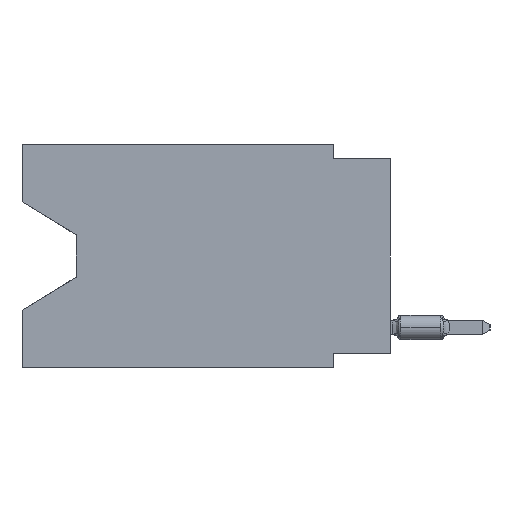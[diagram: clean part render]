
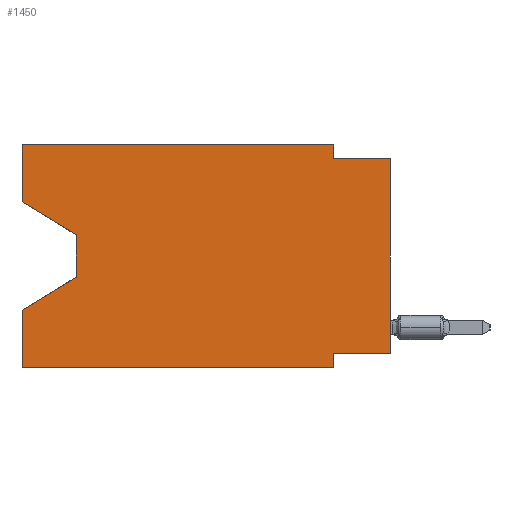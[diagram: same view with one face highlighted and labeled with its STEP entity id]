
A CAD part, left-side view. The second image highlights one B-rep face of the part: STEP entity #1450.
In plain terms, the highlighted planar face has unit normal (-1, 0, 0).
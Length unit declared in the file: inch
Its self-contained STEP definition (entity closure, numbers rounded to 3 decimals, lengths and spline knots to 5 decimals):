
#1208 = LINE ( 'NONE', #1644, #9144 ) ;
#1304 = ORIENTED_EDGE ( 'NONE', *, *, #1384, .F. ) ;
#1384 = EDGE_CURVE ( 'NONE', #12322, #16429, #17681, .T. ) ;
#1386 = CARTESIAN_POINT ( 'NONE',  ( 0., 0., -0.365 ) ) ;
#1450 = ADVANCED_FACE ( 'NONE', ( #19704 ), #4056, .F. ) ;
#1644 = CARTESIAN_POINT ( 'NONE',  ( 0., 0.645, -0.10025 ) ) ;
#1695 = CARTESIAN_POINT ( 'NONE',  ( 0., 0.1, 0. ) ) ;
#1781 = LINE ( 'NONE', #10632, #21627 ) ;
#2016 = DIRECTION ( 'NONE',  ( 0., 0., 1. ) ) ;
#2053 = ORIENTED_EDGE ( 'NONE', *, *, #16684, .F. ) ;
#2107 = CARTESIAN_POINT ( 'NONE',  ( 0., 0.55, -0.232 ) ) ;
#2762 = VECTOR ( 'NONE', #11654, 39.37008 ) ;
#2770 = LINE ( 'NONE', #14561, #8160 ) ;
#3052 = LINE ( 'NONE', #12003, #11212 ) ;
#3557 = VERTEX_POINT ( 'NONE', #12856 ) ;
#3693 = CARTESIAN_POINT ( 'NONE',  ( 0., 0.1, -0.025 ) ) ;
#3742 = AXIS2_PLACEMENT_3D ( 'NONE', #16079, #14383, #21295 ) ;
#3875 = CARTESIAN_POINT ( 'NONE',  ( 0., 0.55, -0.158 ) ) ;
#3977 = ORIENTED_EDGE ( 'NONE', *, *, #7341, .T. ) ;
#4033 = EDGE_CURVE ( 'NONE', #19211, #11739, #3052, .T. ) ;
#4056 = PLANE ( 'NONE',  #3742 ) ;
#4261 = DIRECTION ( 'NONE',  ( 0., 0., 1. ) ) ;
#4360 = VERTEX_POINT ( 'NONE', #9828 ) ;
#4418 = VERTEX_POINT ( 'NONE', #6411 ) ;
#4571 = ORIENTED_EDGE ( 'NONE', *, *, #19268, .F. ) ;
#4731 = LINE ( 'NONE', #5174, #2762 ) ;
#4977 = CARTESIAN_POINT ( 'NONE',  ( 0., 0.1, -0.39 ) ) ;
#5008 = CARTESIAN_POINT ( 'NONE',  ( 0., 0.645, -0.28975 ) ) ;
#5174 = CARTESIAN_POINT ( 'NONE',  ( 0., 0.645, -0.39 ) ) ;
#5891 = VECTOR ( 'NONE', #10662, 39.37008 ) ;
#6302 = EDGE_CURVE ( 'NONE', #19211, #19257, #8183, .T. ) ;
#6411 = CARTESIAN_POINT ( 'NONE',  ( 0., 0.645, 0. ) ) ;
#6713 = EDGE_CURVE ( 'NONE', #3557, #4418, #7655, .T. ) ;
#6941 = LINE ( 'NONE', #3875, #11342 ) ;
#7341 = EDGE_CURVE ( 'NONE', #4360, #21527, #6941, .T. ) ;
#7655 = LINE ( 'NONE', #11185, #12024 ) ;
#8040 = VERTEX_POINT ( 'NONE', #4977 ) ;
#8160 = VECTOR ( 'NONE', #19893, 39.37008 ) ;
#8183 = LINE ( 'NONE', #1386, #12389 ) ;
#8697 = DIRECTION ( 'NONE',  ( 0., 0., -1. ) ) ;
#9144 = VECTOR ( 'NONE', #22064, 39.37008 ) ;
#9328 = ORIENTED_EDGE ( 'NONE', *, *, #12989, .T. ) ;
#9828 = CARTESIAN_POINT ( 'NONE',  ( 0., 0.55, -0.158 ) ) ;
#10121 = CARTESIAN_POINT ( 'NONE',  ( 0., 0.645, -0.39 ) ) ;
#10335 = VECTOR ( 'NONE', #10838, 39.37008 ) ;
#10545 = DIRECTION ( 'NONE',  ( 0., 0., -1. ) ) ;
#10546 = CARTESIAN_POINT ( 'NONE',  ( 0., 0.1, 0. ) ) ;
#10632 = CARTESIAN_POINT ( 'NONE',  ( 0., 0.1, -0.39 ) ) ;
#10662 = DIRECTION ( 'NONE',  ( 0., -1., 0. ) ) ;
#10838 = DIRECTION ( 'NONE',  ( 0., 0.855, -0.519 ) ) ;
#11185 = CARTESIAN_POINT ( 'NONE',  ( 0., 0.645, 0. ) ) ;
#11212 = VECTOR ( 'NONE', #2016, 39.37008 ) ;
#11342 = VECTOR ( 'NONE', #21000, 39.37008 ) ;
#11654 = DIRECTION ( 'NONE',  ( 0., -1., 0. ) ) ;
#11739 = VERTEX_POINT ( 'NONE', #13856 ) ;
#12003 = CARTESIAN_POINT ( 'NONE',  ( 0., 0., 0. ) ) ;
#12024 = VECTOR ( 'NONE', #4261, 39.37008 ) ;
#12292 = EDGE_CURVE ( 'NONE', #16429, #11739, #17784, .T. ) ;
#12322 = VERTEX_POINT ( 'NONE', #10546 ) ;
#12389 = VECTOR ( 'NONE', #13286, 39.37008 ) ;
#12856 = CARTESIAN_POINT ( 'NONE',  ( 0., 0.645, -0.10025 ) ) ;
#12985 = ORIENTED_EDGE ( 'NONE', *, *, #21382, .F. ) ;
#12989 = EDGE_CURVE ( 'NONE', #3557, #4360, #1208, .T. ) ;
#13087 = ORIENTED_EDGE ( 'NONE', *, *, #16536, .T. ) ;
#13286 = DIRECTION ( 'NONE',  ( 0., 1., 0. ) ) ;
#13579 = ORIENTED_EDGE ( 'NONE', *, *, #6713, .F. ) ;
#13856 = CARTESIAN_POINT ( 'NONE',  ( 0., 0., -0.025 ) ) ;
#13981 = CARTESIAN_POINT ( 'NONE',  ( 0., 0.645, 0. ) ) ;
#14198 = LINE ( 'NONE', #13981, #21914 ) ;
#14383 = DIRECTION ( 'NONE',  ( 1., 0., 0. ) ) ;
#14399 = VERTEX_POINT ( 'NONE', #10121 ) ;
#14561 = CARTESIAN_POINT ( 'NONE',  ( 0., 0.645, 0. ) ) ;
#14595 = VECTOR ( 'NONE', #10545, 39.37008 ) ;
#15761 = CARTESIAN_POINT ( 'NONE',  ( 0., 0., -0.025 ) ) ;
#15899 = EDGE_LOOP ( 'NONE', ( #9328, #3977, #13087, #2053, #20072, #4571, #21927, #16302, #19829, #1304, #12985, #13579 ) ) ;
#16079 = CARTESIAN_POINT ( 'NONE',  ( 0., 0.645, 0. ) ) ;
#16302 = ORIENTED_EDGE ( 'NONE', *, *, #4033, .T. ) ;
#16429 = VERTEX_POINT ( 'NONE', #3693 ) ;
#16536 = EDGE_CURVE ( 'NONE', #21527, #20608, #21041, .T. ) ;
#16684 = EDGE_CURVE ( 'NONE', #14399, #20608, #2770, .T. ) ;
#17665 = EDGE_CURVE ( 'NONE', #14399, #8040, #4731, .T. ) ;
#17681 = LINE ( 'NONE', #1695, #14595 ) ;
#17784 = LINE ( 'NONE', #15761, #5891 ) ;
#19211 = VERTEX_POINT ( 'NONE', #22086 ) ;
#19257 = VERTEX_POINT ( 'NONE', #20719 ) ;
#19268 = EDGE_CURVE ( 'NONE', #19257, #8040, #1781, .T. ) ;
#19704 = FACE_OUTER_BOUND ( 'NONE', #15899, .T. ) ;
#19829 = ORIENTED_EDGE ( 'NONE', *, *, #12292, .F. ) ;
#19893 = DIRECTION ( 'NONE',  ( 0., 0., 1. ) ) ;
#20072 = ORIENTED_EDGE ( 'NONE', *, *, #17665, .T. ) ;
#20608 = VERTEX_POINT ( 'NONE', #5008 ) ;
#20719 = CARTESIAN_POINT ( 'NONE',  ( 0., 0.1, -0.365 ) ) ;
#21000 = DIRECTION ( 'NONE',  ( 0., 0., -1. ) ) ;
#21041 = LINE ( 'NONE', #2107, #10335 ) ;
#21113 = DIRECTION ( 'NONE',  ( 0., -1., 0. ) ) ;
#21295 = DIRECTION ( 'NONE',  ( 0., 0., -1. ) ) ;
#21382 = EDGE_CURVE ( 'NONE', #4418, #12322, #14198, .T. ) ;
#21527 = VERTEX_POINT ( 'NONE', #21547 ) ;
#21547 = CARTESIAN_POINT ( 'NONE',  ( 0., 0.55, -0.232 ) ) ;
#21627 = VECTOR ( 'NONE', #8697, 39.37008 ) ;
#21914 = VECTOR ( 'NONE', #21113, 39.37008 ) ;
#21927 = ORIENTED_EDGE ( 'NONE', *, *, #6302, .F. ) ;
#22064 = DIRECTION ( 'NONE',  ( 0., -0.855, -0.519 ) ) ;
#22086 = CARTESIAN_POINT ( 'NONE',  ( 0., 0., -0.365 ) ) ;
